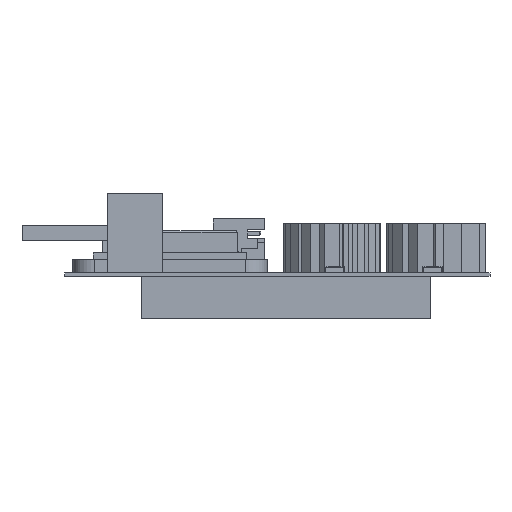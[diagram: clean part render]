
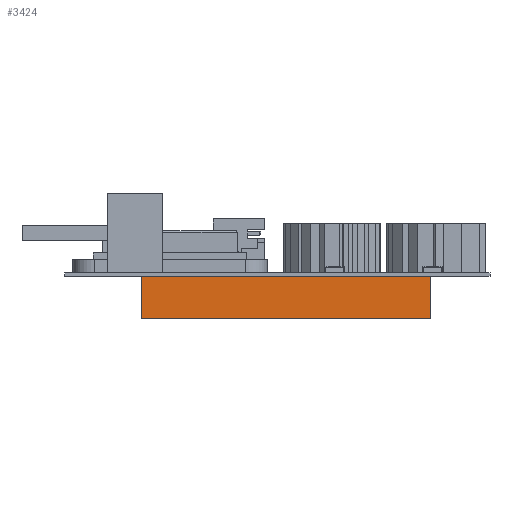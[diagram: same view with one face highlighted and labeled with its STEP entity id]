
A CAD part, front view. The second image highlights one B-rep face of the part: STEP entity #3424.
In plain terms, the highlighted planar face has unit normal (0, -1, 0).
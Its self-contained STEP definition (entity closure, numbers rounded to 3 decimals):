
#3399 = VERTEX_POINT('',#3400);
#3400 = CARTESIAN_POINT('',(17.,-31.,5.));
#3406 = EDGE_CURVE('',#3407,#3399,#3409,.T.);
#3407 = VERTEX_POINT('',#3408);
#3408 = CARTESIAN_POINT('',(17.,-31.,0.));
#3409 = LINE('',#3410,#3411);
#3410 = CARTESIAN_POINT('',(17.,-31.,0.));
#3411 = VECTOR('',#3412,1.);
#3412 = DIRECTION('',(0.,0.,1.));
#3424 = ADVANCED_FACE('',(#3425),#3450,.T.);
#3425 = FACE_BOUND('',#3426,.T.);
#3426 = EDGE_LOOP('',(#3427,#3428,#3436,#3444));
#3427 = ORIENTED_EDGE('',*,*,#3406,.T.);
#3428 = ORIENTED_EDGE('',*,*,#3429,.T.);
#3429 = EDGE_CURVE('',#3399,#3430,#3432,.T.);
#3430 = VERTEX_POINT('',#3431);
#3431 = CARTESIAN_POINT('',(-17.,-31.,5.));
#3432 = LINE('',#3433,#3434);
#3433 = CARTESIAN_POINT('',(17.,-31.,5.));
#3434 = VECTOR('',#3435,1.);
#3435 = DIRECTION('',(-1.,0.,0.));
#3436 = ORIENTED_EDGE('',*,*,#3437,.F.);
#3437 = EDGE_CURVE('',#3438,#3430,#3440,.T.);
#3438 = VERTEX_POINT('',#3439);
#3439 = CARTESIAN_POINT('',(-17.,-31.,0.));
#3440 = LINE('',#3441,#3442);
#3441 = CARTESIAN_POINT('',(-17.,-31.,0.));
#3442 = VECTOR('',#3443,1.);
#3443 = DIRECTION('',(0.,0.,1.));
#3444 = ORIENTED_EDGE('',*,*,#3445,.F.);
#3445 = EDGE_CURVE('',#3407,#3438,#3446,.T.);
#3446 = LINE('',#3447,#3448);
#3447 = CARTESIAN_POINT('',(17.,-31.,0.));
#3448 = VECTOR('',#3449,1.);
#3449 = DIRECTION('',(-1.,0.,0.));
#3450 = PLANE('',#3451);
#3451 = AXIS2_PLACEMENT_3D('',#3452,#3453,#3454);
#3452 = CARTESIAN_POINT('',(17.,-31.,0.));
#3453 = DIRECTION('',(0.,-1.,0.));
#3454 = DIRECTION('',(-1.,0.,0.));
